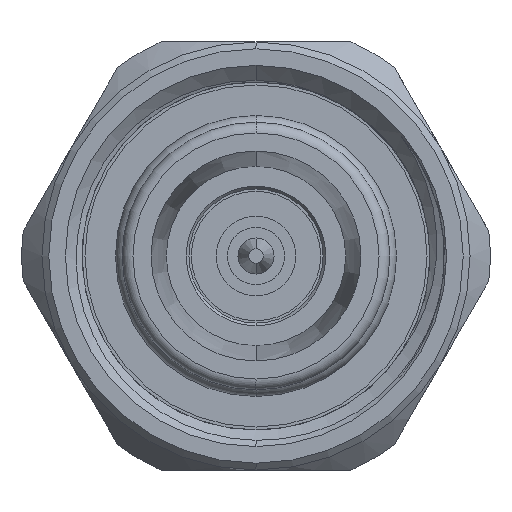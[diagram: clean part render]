
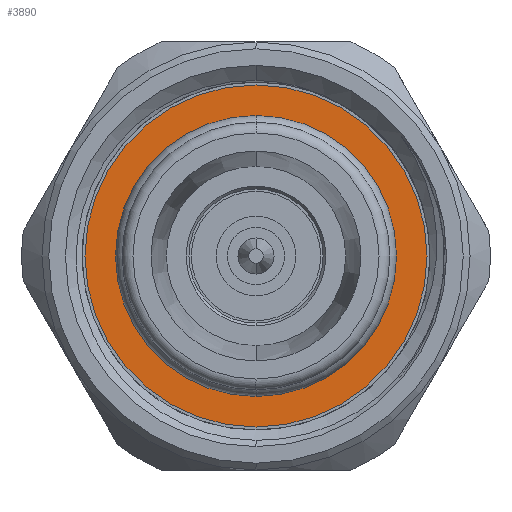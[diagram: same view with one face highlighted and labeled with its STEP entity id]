
A CAD part, left-side view. The second image highlights one B-rep face of the part: STEP entity #3890.
In plain terms, the highlighted planar face has unit normal (-1, 0, 0).
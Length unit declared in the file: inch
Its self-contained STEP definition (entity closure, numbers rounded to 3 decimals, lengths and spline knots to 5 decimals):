
#227 = FACE_BOUND ( 'NONE', #796, .T. ) ;
#303 = CIRCLE ( 'NONE', #2341, 0.1889 ) ;
#382 = ORIENTED_EDGE ( 'NONE', *, *, #4264, .F. ) ;
#485 = CARTESIAN_POINT ( 'NONE',  ( -0.47244, 0., 0. ) ) ;
#513 = DIRECTION ( 'NONE',  ( 0., 0., 1. ) ) ;
#796 = EDGE_LOOP ( 'NONE', ( #5806, #382 ) ) ;
#1132 = EDGE_CURVE ( 'NONE', #4897, #3898, #4183, .T. ) ;
#1318 = CARTESIAN_POINT ( 'NONE',  ( -0.47244, 0., 0.1889 ) ) ;
#1733 = AXIS2_PLACEMENT_3D ( 'NONE', #2821, #6515, #5541 ) ;
#2045 = CARTESIAN_POINT ( 'NONE',  ( -0.47244, 0., 0. ) ) ;
#2341 = AXIS2_PLACEMENT_3D ( 'NONE', #485, #6837, #513 ) ;
#2491 = ORIENTED_EDGE ( 'NONE', *, *, #3135, .T. ) ;
#2724 = VERTEX_POINT ( 'NONE', #1318 ) ;
#2821 = CARTESIAN_POINT ( 'NONE',  ( -0.47244, 0., 0. ) ) ;
#2921 = CARTESIAN_POINT ( 'NONE',  ( -0.47244, 0., 0.25162 ) ) ;
#2963 = AXIS2_PLACEMENT_3D ( 'NONE', #2045, #4146, #6804 ) ;
#3135 = EDGE_CURVE ( 'NONE', #3898, #4897, #6113, .T. ) ;
#3398 = EDGE_CURVE ( 'NONE', #2724, #4871, #303, .T. ) ;
#3438 = CARTESIAN_POINT ( 'NONE',  ( -0.47244, 0.25162, 0. ) ) ;
#3521 = EDGE_LOOP ( 'NONE', ( #2491, #4304 ) ) ;
#3882 = DIRECTION ( 'NONE',  ( -1., 0., 0. ) ) ;
#3890 = ADVANCED_FACE ( 'NONE', ( #227, #6363 ), #4022, .F. ) ;
#3898 = VERTEX_POINT ( 'NONE', #2921 ) ;
#3965 = CIRCLE ( 'NONE', #6776, 0.1889 ) ;
#4022 = PLANE ( 'NONE',  #5109 ) ;
#4072 = DIRECTION ( 'NONE',  ( 1., 0., 0. ) ) ;
#4146 = DIRECTION ( 'NONE',  ( -1., 0., 0. ) ) ;
#4183 = CIRCLE ( 'NONE', #2963, 0.25162 ) ;
#4264 = EDGE_CURVE ( 'NONE', #4871, #2724, #3965, .T. ) ;
#4304 = ORIENTED_EDGE ( 'NONE', *, *, #1132, .T. ) ;
#4871 = VERTEX_POINT ( 'NONE', #6283 ) ;
#4897 = VERTEX_POINT ( 'NONE', #6259 ) ;
#5109 = AXIS2_PLACEMENT_3D ( 'NONE', #3438, #4072, #5564 ) ;
#5541 = DIRECTION ( 'NONE',  ( 0., 0., 1. ) ) ;
#5564 = DIRECTION ( 'NONE',  ( 0., 0., -1. ) ) ;
#5806 = ORIENTED_EDGE ( 'NONE', *, *, #3398, .F. ) ;
#6113 = CIRCLE ( 'NONE', #1733, 0.25162 ) ;
#6259 = CARTESIAN_POINT ( 'NONE',  ( -0.47244, 0., -0.25162 ) ) ;
#6283 = CARTESIAN_POINT ( 'NONE',  ( -0.47244, 0., -0.1889 ) ) ;
#6363 = FACE_OUTER_BOUND ( 'NONE', #3521, .T. ) ;
#6417 = DIRECTION ( 'NONE',  ( 0., 0., 1. ) ) ;
#6466 = CARTESIAN_POINT ( 'NONE',  ( -0.47244, 0., 0. ) ) ;
#6515 = DIRECTION ( 'NONE',  ( -1., 0., 0. ) ) ;
#6776 = AXIS2_PLACEMENT_3D ( 'NONE', #6466, #3882, #6417 ) ;
#6804 = DIRECTION ( 'NONE',  ( 0., 0., 1. ) ) ;
#6837 = DIRECTION ( 'NONE',  ( -1., 0., 0. ) ) ;
